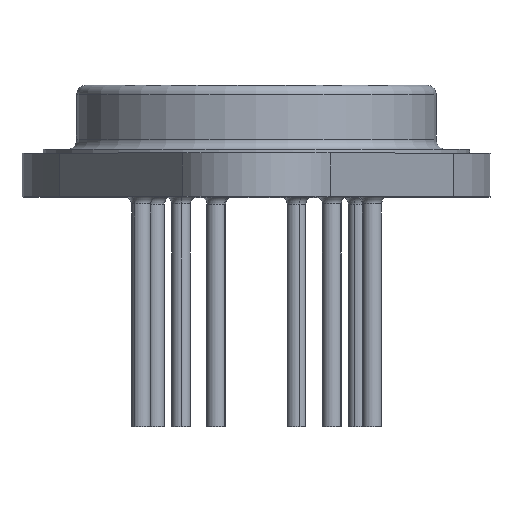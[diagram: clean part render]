
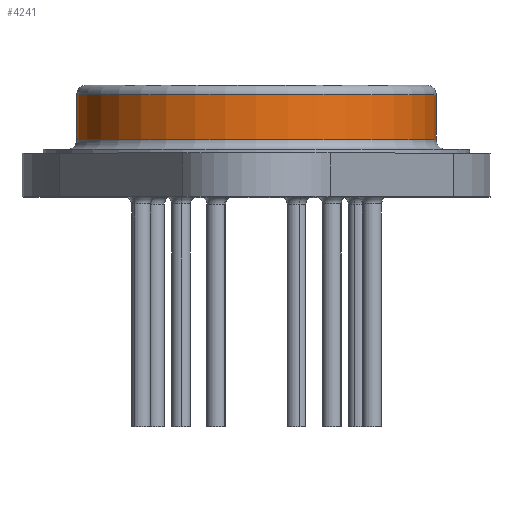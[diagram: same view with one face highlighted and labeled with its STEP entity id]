
A CAD part, top view. The second image highlights one B-rep face of the part: STEP entity #4241.
In plain terms, the highlighted cylindrical face has radius 9.747 mm (diameter 19.494 mm), a partial arc.
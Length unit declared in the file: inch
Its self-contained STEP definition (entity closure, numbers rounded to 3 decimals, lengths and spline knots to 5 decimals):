
#103 = EDGE_CURVE ( 'NONE', #3769, #3814, #5408, .T. ) ;
#218 = LINE ( 'NONE', #1652, #3170 ) ;
#496 = DIRECTION ( 'NONE',  ( 0., 1., 0. ) ) ;
#527 = ORIENTED_EDGE ( 'NONE', *, *, #3303, .T. ) ;
#552 = DIRECTION ( 'NONE',  ( 0., -1., 0. ) ) ;
#608 = CIRCLE ( 'NONE', #3017, 0.38375 ) ;
#886 = CARTESIAN_POINT ( 'NONE',  ( 0., 0.125, -0.38375 ) ) ;
#1347 = VECTOR ( 'NONE', #1947, 39.37008 ) ;
#1432 = EDGE_LOOP ( 'NONE', ( #2182, #527, #4759, #4163 ) ) ;
#1652 = CARTESIAN_POINT ( 'NONE',  ( 0., 0.145, 0.38375 ) ) ;
#1870 = VERTEX_POINT ( 'NONE', #4400 ) ;
#1947 = DIRECTION ( 'NONE',  ( 0., -1., 0. ) ) ;
#2104 = CARTESIAN_POINT ( 'NONE',  ( 0., 0.125, 0. ) ) ;
#2182 = ORIENTED_EDGE ( 'NONE', *, *, #4730, .F. ) ;
#2258 = CARTESIAN_POINT ( 'NONE',  ( 0., 0.145, 0. ) ) ;
#2331 = VERTEX_POINT ( 'NONE', #5125 ) ;
#2531 = EDGE_CURVE ( 'NONE', #3814, #2331, #608, .T. ) ;
#3017 = AXIS2_PLACEMENT_3D ( 'NONE', #3109, #496, #3652 ) ;
#3109 = CARTESIAN_POINT ( 'NONE',  ( 0., 0.0285, 0. ) ) ;
#3170 = VECTOR ( 'NONE', #4703, 39.37008 ) ;
#3175 = AXIS2_PLACEMENT_3D ( 'NONE', #2258, #552, #3946 ) ;
#3303 = EDGE_CURVE ( 'NONE', #1870, #3769, #5275, .T. ) ;
#3652 = DIRECTION ( 'NONE',  ( 0., 0., 1. ) ) ;
#3769 = VERTEX_POINT ( 'NONE', #886 ) ;
#3814 = VERTEX_POINT ( 'NONE', #4484 ) ;
#3876 = DIRECTION ( 'NONE',  ( 0., -1., 0. ) ) ;
#3946 = DIRECTION ( 'NONE',  ( 0., 0., -1. ) ) ;
#4163 = ORIENTED_EDGE ( 'NONE', *, *, #2531, .T. ) ;
#4241 = ADVANCED_FACE ( 'NONE', ( #5375 ), #4916, .T. ) ;
#4400 = CARTESIAN_POINT ( 'NONE',  ( 0., 0.125, 0.38375 ) ) ;
#4484 = CARTESIAN_POINT ( 'NONE',  ( 0., 0.0285, -0.38375 ) ) ;
#4703 = DIRECTION ( 'NONE',  ( 0., -1., 0. ) ) ;
#4730 = EDGE_CURVE ( 'NONE', #1870, #2331, #218, .T. ) ;
#4759 = ORIENTED_EDGE ( 'NONE', *, *, #103, .T. ) ;
#4916 = CYLINDRICAL_SURFACE ( 'NONE', #3175, 0.38375 ) ;
#5125 = CARTESIAN_POINT ( 'NONE',  ( 0., 0.0285, 0.38375 ) ) ;
#5275 = CIRCLE ( 'NONE', #5455, 0.38375 ) ;
#5375 = FACE_OUTER_BOUND ( 'NONE', #1432, .T. ) ;
#5408 = LINE ( 'NONE', #5523, #1347 ) ;
#5455 = AXIS2_PLACEMENT_3D ( 'NONE', #2104, #3876, #5655 ) ;
#5523 = CARTESIAN_POINT ( 'NONE',  ( 0., 0.145, -0.38375 ) ) ;
#5655 = DIRECTION ( 'NONE',  ( 0., 0., 1. ) ) ;
